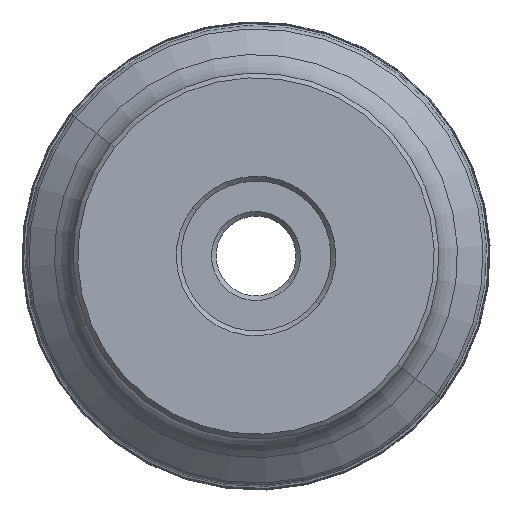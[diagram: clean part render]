
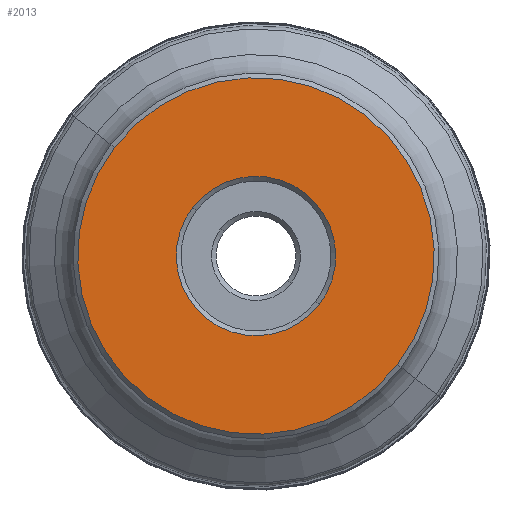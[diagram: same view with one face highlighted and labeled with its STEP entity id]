
A CAD part, left-side view. The second image highlights one B-rep face of the part: STEP entity #2013.
In plain terms, the highlighted planar face has unit normal (-1, 0, 0).
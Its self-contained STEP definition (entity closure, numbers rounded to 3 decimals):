
#1904=CARTESIAN_POINT('Vertex',(0.,30.143,23.139)) ;
#1907=CARTESIAN_POINT('Axis2P3D Location',(0.,0.,0.)) ;
#1911=CARTESIAN_POINT('Vertex',(0.,-30.143,-23.139)) ;
#1931=CARTESIAN_POINT('Axis2P3D Location',(0.,0.,0.)) ;
#1986=CARTESIAN_POINT('Axis2P3D Location',(0.,-30.936,-23.748)) ;
#1995=CARTESIAN_POINT('Axis2P3D Location',(0.,0.,0.)) ;
#1999=CARTESIAN_POINT('Vertex',(0.,13.485,10.352)) ;
#2001=CARTESIAN_POINT('Vertex',(0.,-13.485,-10.352)) ;
#2004=CARTESIAN_POINT('Axis2P3D Location',(0.,0.,0.)) ;
#1908=DIRECTION('Axis2P3D Direction',(1.,0.,0.)) ;
#1932=DIRECTION('Axis2P3D Direction',(1.,0.,0.)) ;
#1987=DIRECTION('Axis2P3D Direction',(1.,0.,0.)) ;
#1988=DIRECTION('Axis2P3D XDirection',(0.,1.,0.)) ;
#1996=DIRECTION('Axis2P3D Direction',(1.,0.,0.)) ;
#2005=DIRECTION('Axis2P3D Direction',(1.,0.,0.)) ;
#1909=AXIS2_PLACEMENT_3D('Circle Axis2P3D',#1907,#1908,$) ;
#1933=AXIS2_PLACEMENT_3D('Circle Axis2P3D',#1931,#1932,$) ;
#1989=AXIS2_PLACEMENT_3D('Plane Axis2P3D',#1986,#1987,#1988) ;
#1997=AXIS2_PLACEMENT_3D('Circle Axis2P3D',#1995,#1996,$) ;
#2006=AXIS2_PLACEMENT_3D('Circle Axis2P3D',#2004,#2005,$) ;
#1992=ORIENTED_EDGE('',*,*,#1935,.F.) ;
#1993=ORIENTED_EDGE('',*,*,#1913,.F.) ;
#2010=ORIENTED_EDGE('',*,*,#2003,.T.) ;
#2011=ORIENTED_EDGE('',*,*,#2008,.T.) ;
#2012=FACE_BOUND('',#2009,.T.) ;
#2013=ADVANCED_FACE('Hauptk\X2\00F6\X0\rper',(#1994,#2012),#1990,.F.) ;
#1910=CIRCLE('generated circle',#1909,38.) ;
#1934=CIRCLE('generated circle',#1933,38.) ;
#1998=CIRCLE('generated circle',#1997,17.) ;
#2007=CIRCLE('generated circle',#2006,17.) ;
#1913=EDGE_CURVE('',#1905,#1912,#1910,.T.) ;
#1935=EDGE_CURVE('',#1912,#1905,#1934,.T.) ;
#2003=EDGE_CURVE('',#2000,#2002,#1998,.T.) ;
#2008=EDGE_CURVE('',#2002,#2000,#2007,.T.) ;
#1991=EDGE_LOOP('',(#1992,#1993)) ;
#2009=EDGE_LOOP('',(#2010,#2011)) ;
#1994=FACE_OUTER_BOUND('',#1991,.T.) ;
#1990=PLANE('',#1989) ;
#1905=VERTEX_POINT('',#1904) ;
#1912=VERTEX_POINT('',#1911) ;
#2000=VERTEX_POINT('',#1999) ;
#2002=VERTEX_POINT('',#2001) ;
